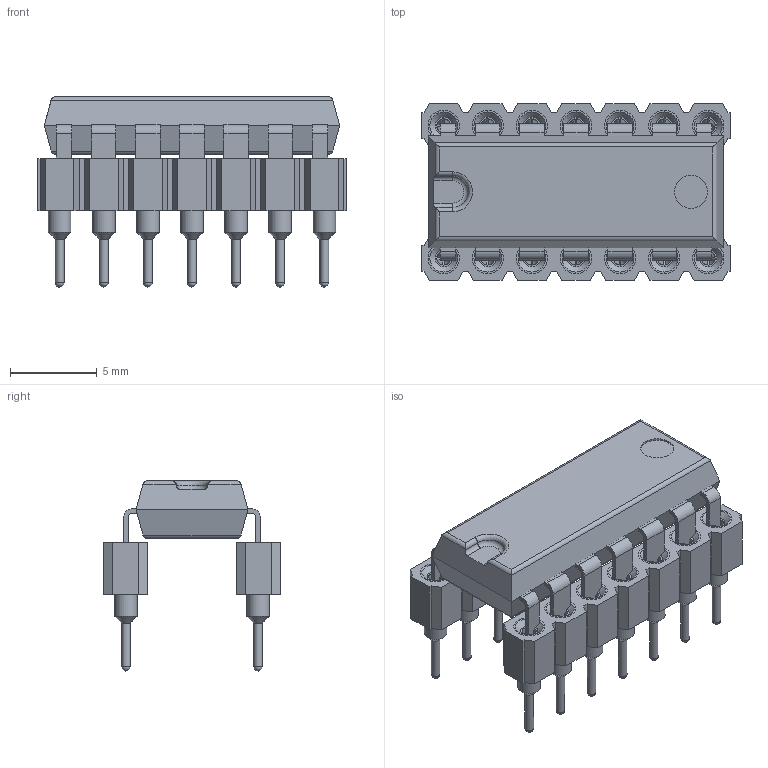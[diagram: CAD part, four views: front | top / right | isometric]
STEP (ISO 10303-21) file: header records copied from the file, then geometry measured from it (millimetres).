
FILE_DESCRIPTION(('STEP AP214'), '1');
FILE_NAME('DIP on SCSL', '', ('UNSPECIFIED'), ('UNSPECIFIED'), 'ASCON STEP Converter 1.6', 'ASCON Math Kernel', '');
FILE_SCHEMA(('AUTOMOTIVE_DESIGN { 1 0 10303 214 3 1 1}'));
Length unit declared in the file: millimetre
Products named in the file (3): SCSL; DIP
Assembly tree (3 placements, depth 2):
  (unnamed)
    SCSL  x2
    DIP
Bounding box: 17.78 x 10.16 x 10.95 mm (x, y, z)
Volume: 575.3 mm3; surface area: 1821.1 mm2
Topology: 45 solids, 45 shells, 932 faces, 2209 edges, 1370 vertices
Faces by surface type: plane 606, cylinder 156, cone 154, sphere 14, torus 2
Full cylindrical faces by diameter (mm): 0.5 x14, 0.8 x14, 1 x28, 1.3 x28, 1.8 x28, 1.9 x1, 2.8 x2
Entity records: 22496 total; most frequent: CARTESIAN_POINT 4066, DIRECTION 2737, ORIENTED_EDGE 2638, EDGE_CURVE 1319, AXIS2_PLACEMENT_3D 950, VERTEX_POINT 879, LINE 837, VECTOR 837
